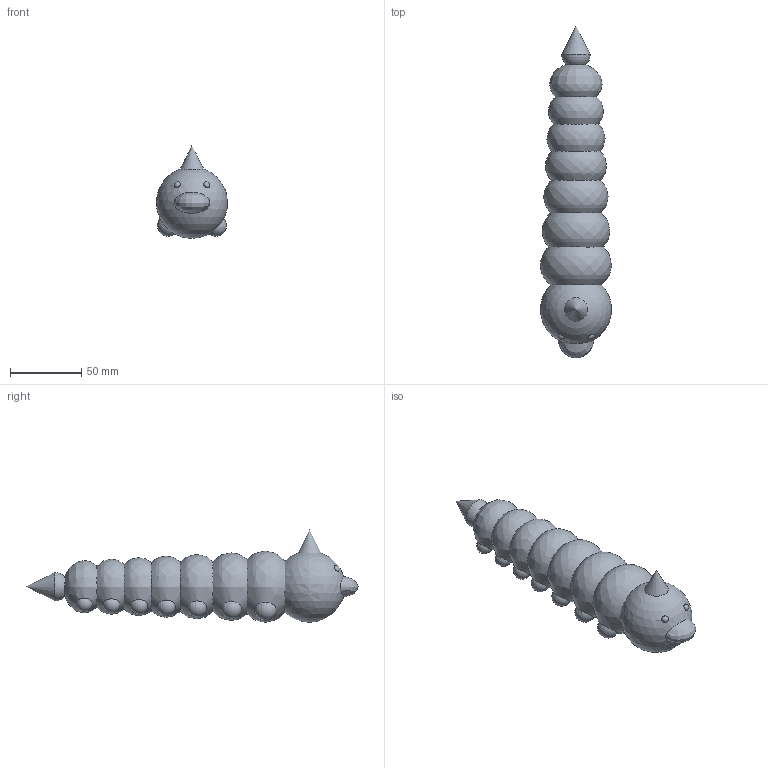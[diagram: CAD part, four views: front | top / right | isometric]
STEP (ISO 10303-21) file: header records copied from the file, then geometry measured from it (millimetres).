
FILE_DESCRIPTION(/* description */ (''),/* implementation_level */ '2;1');
FILE_NAME(/* name */ 'imomushi v3.step',/* time_stamp */ '2019-06-15T00:13:06+09:00',/* author */ (''),/* organization */ (''),/* preprocessor_version */ 'ST-DEVELOPER v18',/* originating_system */ 'Autodesk Translation Framework v8.2.0.1029',/* authorisation */ '');
FILE_SCHEMA (('AUTOMOTIVE_DESIGN { 1 0 10303 214 3 1 1 }'));
Length unit declared in the file: millimetre
Products named in the file (1): imomushi
Bounding box: 49.99 x 232.96 x 65 mm (x, y, z)
Volume: 273546.6 mm3; surface area: 31988.6 mm2
Topology: 1 solids, 1 shells, 28 faces, 132 edges, 91 vertices
Faces by surface type: sphere 18, bspline 8, cone 2
Entity records: 2485 total; most frequent: CARTESIAN_POINT 1616, ORIENTED_EDGE 198, DIRECTION 136, EDGE_CURVE 99, VERTEX_POINT 91, AXIS2_PLACEMENT_3D 67, B_SPLINE_CURVE_WITH_KNOTS 51, EDGE_LOOP 46
